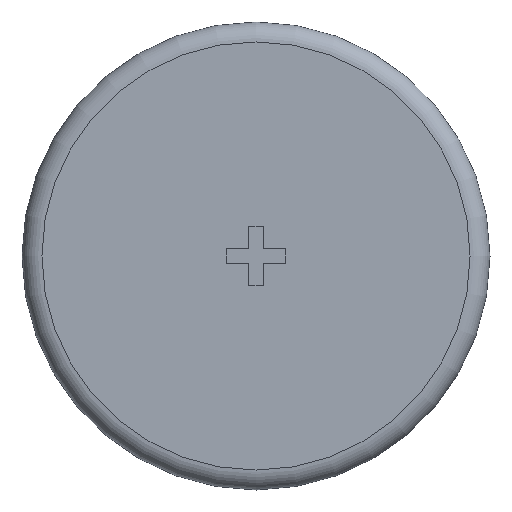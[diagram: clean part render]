
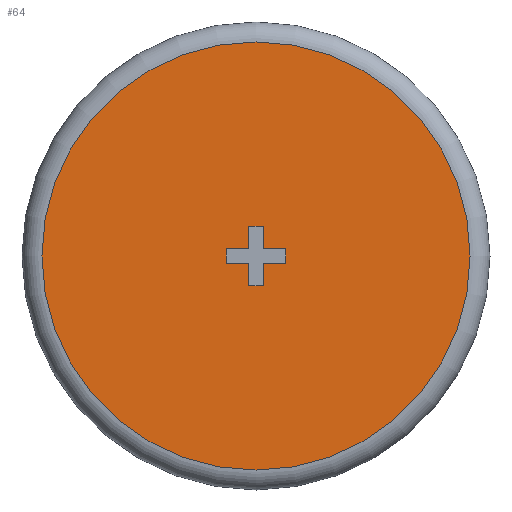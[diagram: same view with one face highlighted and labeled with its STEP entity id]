
A CAD part, front view. The second image highlights one B-rep face of the part: STEP entity #64.
In plain terms, the highlighted planar face has unit normal (0, -1, 0).
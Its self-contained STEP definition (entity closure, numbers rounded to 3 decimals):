
#64 = ADVANCED_FACE( '', ( #133, #134 ), #135, .F. );
#133 = FACE_BOUND( '', #206, .T. );
#134 = FACE_OUTER_BOUND( '', #207, .T. );
#135 = PLANE( '', #208 );
#206 = EDGE_LOOP( '', ( #322, #323, #324, #325, #326, #327, #328, #329, #330, #331, #332, #333 ) );
#207 = EDGE_LOOP( '', ( #334 ) );
#208 = AXIS2_PLACEMENT_3D( '', #335, #336, #337 );
#322 = ORIENTED_EDGE( '', *, *, #415, .T. );
#323 = ORIENTED_EDGE( '', *, *, #445, .F. );
#324 = ORIENTED_EDGE( '', *, *, #446, .T. );
#325 = ORIENTED_EDGE( '', *, *, #432, .T. );
#326 = ORIENTED_EDGE( '', *, *, #447, .T. );
#327 = ORIENTED_EDGE( '', *, *, #448, .T. );
#328 = ORIENTED_EDGE( '', *, *, #427, .T. );
#329 = ORIENTED_EDGE( '', *, *, #449, .T. );
#330 = ORIENTED_EDGE( '', *, *, #450, .T. );
#331 = ORIENTED_EDGE( '', *, *, #405, .T. );
#332 = ORIENTED_EDGE( '', *, *, #422, .T. );
#333 = ORIENTED_EDGE( '', *, *, #410, .T. );
#334 = ORIENTED_EDGE( '', *, *, #451, .T. );
#335 = CARTESIAN_POINT( '', ( 21.5, 0., 0. ) );
#336 = DIRECTION( '', ( 0., 1., 0. ) );
#337 = DIRECTION( '', ( 0., 0., 1. ) );
#405 = EDGE_CURVE( '', #467, #468, #469, .T. );
#410 = EDGE_CURVE( '', #476, #477, #478, .T. );
#415 = EDGE_CURVE( '', #477, #485, #486, .T. );
#422 = EDGE_CURVE( '', #468, #476, #496, .T. );
#427 = EDGE_CURVE( '', #502, #503, #504, .T. );
#432 = EDGE_CURVE( '', #511, #512, #513, .T. );
#445 = EDGE_CURVE( '', #531, #485, #532, .T. );
#446 = EDGE_CURVE( '', #531, #511, #533, .T. );
#447 = EDGE_CURVE( '', #512, #534, #535, .T. );
#448 = EDGE_CURVE( '', #534, #502, #536, .T. );
#449 = EDGE_CURVE( '', #503, #537, #538, .T. );
#450 = EDGE_CURVE( '', #537, #467, #539, .T. );
#451 = EDGE_CURVE( '', #540, #540, #541, .T. );
#467 = VERTEX_POINT( '', #559 );
#468 = VERTEX_POINT( '', #560 );
#469 = LINE( '', #561, #562 );
#476 = VERTEX_POINT( '', #572 );
#477 = VERTEX_POINT( '', #573 );
#478 = LINE( '', #574, #575 );
#485 = VERTEX_POINT( '', #585 );
#486 = LINE( '', #586, #587 );
#496 = LINE( '', #599, #600 );
#502 = VERTEX_POINT( '', #607 );
#503 = VERTEX_POINT( '', #608 );
#504 = LINE( '', #609, #610 );
#511 = VERTEX_POINT( '', #620 );
#512 = VERTEX_POINT( '', #621 );
#513 = LINE( '', #622, #623 );
#531 = VERTEX_POINT( '', #650 );
#532 = LINE( '', #651, #652 );
#533 = LINE( '', #653, #654 );
#534 = VERTEX_POINT( '', #655 );
#535 = LINE( '', #656, #657 );
#536 = LINE( '', #658, #659 );
#537 = VERTEX_POINT( '', #660 );
#538 = LINE( '', #661, #662 );
#539 = LINE( '', #663, #664 );
#540 = VERTEX_POINT( '', #665 );
#541 = CIRCLE( '', #666, 21.5 );
#559 = CARTESIAN_POINT( '', ( -0.75, 0., 0.75 ) );
#560 = CARTESIAN_POINT( '', ( -0.75, 0., 3. ) );
#561 = CARTESIAN_POINT( '', ( -0.75, 0., 0.75 ) );
#562 = VECTOR( '', #686, 1000. );
#572 = CARTESIAN_POINT( '', ( 0.75, 0., 3. ) );
#573 = CARTESIAN_POINT( '', ( 0.75, 0., 0.75 ) );
#574 = CARTESIAN_POINT( '', ( 0.75, 0., 3. ) );
#575 = VECTOR( '', #690, 1000. );
#585 = CARTESIAN_POINT( '', ( 3., 0., 0.75 ) );
#586 = CARTESIAN_POINT( '', ( 0.75, 0., 0.75 ) );
#587 = VECTOR( '', #694, 1000. );
#599 = CARTESIAN_POINT( '', ( -0.75, 0., 3. ) );
#600 = VECTOR( '', #703, 1000. );
#607 = CARTESIAN_POINT( '', ( -0.75, 0., -0.75 ) );
#608 = CARTESIAN_POINT( '', ( -3., 0., -0.75 ) );
#609 = CARTESIAN_POINT( '', ( -0.75, 0., -0.75 ) );
#610 = VECTOR( '', #708, 1000. );
#620 = CARTESIAN_POINT( '', ( 0.75, 0., -0.75 ) );
#621 = CARTESIAN_POINT( '', ( 0.75, 0., -3. ) );
#622 = CARTESIAN_POINT( '', ( 0.75, 0., -0.75 ) );
#623 = VECTOR( '', #712, 1000. );
#650 = CARTESIAN_POINT( '', ( 3., 0., -0.75 ) );
#651 = CARTESIAN_POINT( '', ( 3., 0., 0. ) );
#652 = VECTOR( '', #722, 1000. );
#653 = CARTESIAN_POINT( '', ( 3., 0., -0.75 ) );
#654 = VECTOR( '', #723, 1000. );
#655 = CARTESIAN_POINT( '', ( -0.75, 0., -3. ) );
#656 = CARTESIAN_POINT( '', ( 0.75, 0., -3. ) );
#657 = VECTOR( '', #724, 1000. );
#658 = CARTESIAN_POINT( '', ( -0.75, 0., -3. ) );
#659 = VECTOR( '', #725, 1000. );
#660 = CARTESIAN_POINT( '', ( -3., 0., 0.75 ) );
#661 = CARTESIAN_POINT( '', ( -3., 0., -0.75 ) );
#662 = VECTOR( '', #726, 1000. );
#663 = CARTESIAN_POINT( '', ( -3., 0., 0.75 ) );
#664 = VECTOR( '', #727, 1000. );
#665 = CARTESIAN_POINT( '', ( 0., 0., -21.5 ) );
#666 = AXIS2_PLACEMENT_3D( '', #728, #729, #730 );
#686 = DIRECTION( '', ( 0., 0., 1. ) );
#690 = DIRECTION( '', ( 0., 0., -1. ) );
#694 = DIRECTION( '', ( 1., 0., 0. ) );
#703 = DIRECTION( '', ( 1., 0., 0. ) );
#708 = DIRECTION( '', ( -1., 0., 0. ) );
#712 = DIRECTION( '', ( 0., 0., -1. ) );
#722 = DIRECTION( '', ( 0., 0., 1. ) );
#723 = DIRECTION( '', ( -1., 0., 0. ) );
#724 = DIRECTION( '', ( -1., 0., 0. ) );
#725 = DIRECTION( '', ( 0., 0., 1. ) );
#726 = DIRECTION( '', ( 0., 0., 1. ) );
#727 = DIRECTION( '', ( 1., 0., 0. ) );
#728 = CARTESIAN_POINT( '', ( 0., 0., 0. ) );
#729 = DIRECTION( '', ( 0., -1., 0. ) );
#730 = DIRECTION( '', ( 0., 0., -1. ) );
